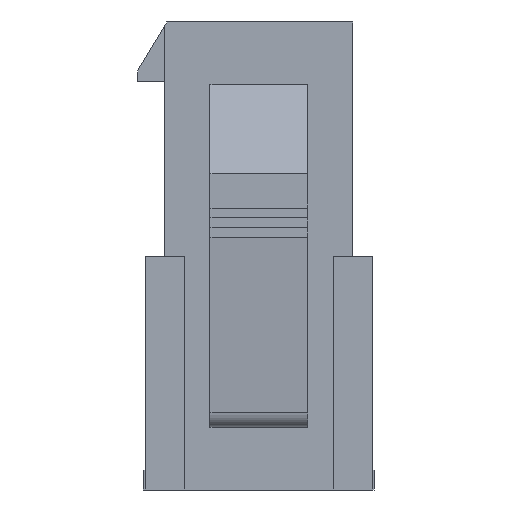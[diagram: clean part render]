
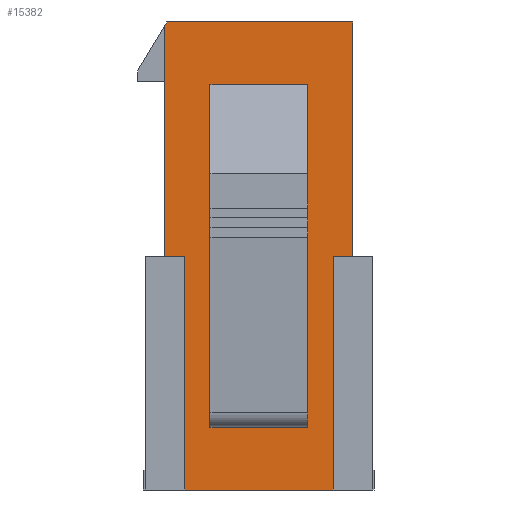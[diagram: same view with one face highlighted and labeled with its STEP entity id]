
A CAD part, left-side view. The second image highlights one B-rep face of the part: STEP entity #15382.
In plain terms, the highlighted planar face has unit normal (-1, 0, 0).
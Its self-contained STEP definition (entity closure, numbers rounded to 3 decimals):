
#863=ORIENTED_EDGE('',*,*,#5410,.F.);
#864=ORIENTED_EDGE('',*,*,#5411,.T.);
#865=ORIENTED_EDGE('',*,*,#5412,.T.);
#866=ORIENTED_EDGE('',*,*,#5413,.F.);
#867=ORIENTED_EDGE('',*,*,#4722,.T.);
#868=ORIENTED_EDGE('',*,*,#5414,.T.);
#869=ORIENTED_EDGE('',*,*,#4733,.T.);
#870=ORIENTED_EDGE('',*,*,#5415,.T.);
#871=ORIENTED_EDGE('',*,*,#5416,.T.);
#872=ORIENTED_EDGE('',*,*,#4806,.T.);
#873=ORIENTED_EDGE('',*,*,#5417,.F.);
#874=ORIENTED_EDGE('',*,*,#5418,.T.);
#875=ORIENTED_EDGE('',*,*,#4611,.T.);
#4611=EDGE_CURVE('',#6891,#6890,#8380,.T.);
#4722=EDGE_CURVE('',#6890,#6998,#8491,.T.);
#4733=EDGE_CURVE('',#7008,#7007,#8502,.T.);
#4806=EDGE_CURVE('',#7079,#7078,#8575,.T.);
#5410=EDGE_CURVE('',#7679,#7680,#9179,.T.);
#5411=EDGE_CURVE('',#7679,#7681,#9180,.T.);
#5412=EDGE_CURVE('',#7681,#7682,#9181,.T.);
#5413=EDGE_CURVE('',#7680,#7682,#9182,.T.);
#5414=EDGE_CURVE('',#6998,#7008,#9183,.F.);
#5415=EDGE_CURVE('',#7007,#7683,#9184,.T.);
#5416=EDGE_CURVE('',#7683,#7079,#9185,.T.);
#5417=EDGE_CURVE('',#7684,#7078,#9186,.T.);
#5418=EDGE_CURVE('',#7684,#6891,#9187,.T.);
#6890=VERTEX_POINT('',#20847);
#6891=VERTEX_POINT('',#20849);
#6998=VERTEX_POINT('',#21067);
#7007=VERTEX_POINT('',#21090);
#7008=VERTEX_POINT('',#21092);
#7078=VERTEX_POINT('',#21239);
#7079=VERTEX_POINT('',#21241);
#7679=VERTEX_POINT('',#22486);
#7680=VERTEX_POINT('',#22487);
#7681=VERTEX_POINT('',#22489);
#7682=VERTEX_POINT('',#22491);
#7683=VERTEX_POINT('',#22495);
#7684=VERTEX_POINT('',#22498);
#8380=LINE('',#20848,#10643);
#8491=LINE('',#21068,#10754);
#8502=LINE('',#21091,#10765);
#8575=LINE('',#21240,#10838);
#9179=LINE('',#22485,#11442);
#9180=LINE('',#22488,#11443);
#9181=LINE('',#22490,#11444);
#9182=LINE('',#22492,#11445);
#9183=LINE('',#22493,#11446);
#9184=LINE('',#22494,#11447);
#9185=LINE('',#22496,#11448);
#9186=LINE('',#22497,#11449);
#9187=LINE('',#22499,#11450);
#10643=VECTOR('',#16959,1000.);
#10754=VECTOR('',#17072,1000.);
#10765=VECTOR('',#17089,1000.);
#10838=VECTOR('',#17172,1000.);
#11442=VECTOR('',#17858,1000.);
#11443=VECTOR('',#17859,1000.);
#11444=VECTOR('',#17860,1000.);
#11445=VECTOR('',#17861,1000.);
#11446=VECTOR('',#17862,1000.);
#11447=VECTOR('',#17863,1000.);
#11448=VECTOR('',#17864,1000.);
#11449=VECTOR('',#17865,1000.);
#11450=VECTOR('',#17866,1000.);
#12980=EDGE_LOOP('',(#863,#864,#865,#866));
#12981=EDGE_LOOP('',(#867,#868,#869,#870,#871,#872,#873,#874,#875));
#13803=FACE_BOUND('',#12980,.T.);
#13804=FACE_BOUND('',#12981,.T.);
#14597=PLANE('',#16190);
#15382=ADVANCED_FACE('',(#13803,#13804),#14597,.T.);
#16190=AXIS2_PLACEMENT_3D('',#22484,#17856,#17857);
#16959=DIRECTION('',(0.,0.,1.));
#17072=DIRECTION('',(0.,1.,0.));
#17089=DIRECTION('',(0.,0.,-1.));
#17172=DIRECTION('',(0.,-1.,0.));
#17856=DIRECTION('',(-1.,0.,0.));
#17857=DIRECTION('',(0.,0.,1.));
#17858=DIRECTION('',(0.,0.,1.));
#17859=DIRECTION('',(0.,1.,0.));
#17860=DIRECTION('',(0.,0.,1.));
#17861=DIRECTION('',(0.,1.,0.));
#17862=DIRECTION('',(0.,-0.514,0.857));
#17863=DIRECTION('',(0.,-1.,0.));
#17864=DIRECTION('',(0.,0.,-1.));
#17865=DIRECTION('',(0.,0.,-1.));
#17866=DIRECTION('',(0.,-1.,0.));
#20847=CARTESIAN_POINT('',(-15.35,-4.8,11.95));
#20848=CARTESIAN_POINT('',(-15.35,-4.8,-11.95));
#20849=CARTESIAN_POINT('',(-15.35,-4.8,-0.05));
#21067=CARTESIAN_POINT('',(-15.35,4.7,11.95));
#21068=CARTESIAN_POINT('',(-15.35,-4.8,11.95));
#21090=CARTESIAN_POINT('',(-15.35,4.8,-0.05));
#21091=CARTESIAN_POINT('',(-15.35,4.8,11.95));
#21092=CARTESIAN_POINT('',(-15.35,4.8,11.783));
#21239=CARTESIAN_POINT('',(-15.35,-3.8,-11.95));
#21240=CARTESIAN_POINT('',(-15.35,4.8,-11.95));
#21241=CARTESIAN_POINT('',(-15.35,3.8,-11.95));
#22484=CARTESIAN_POINT('',(-15.35,0.,0.));
#22485=CARTESIAN_POINT('',(-15.35,-2.5,-8.75));
#22486=CARTESIAN_POINT('',(-15.35,-2.5,-8.75));
#22487=CARTESIAN_POINT('',(-15.35,-2.5,-7.35));
#22488=CARTESIAN_POINT('',(-15.35,-2.5,-8.75));
#22489=CARTESIAN_POINT('',(-15.35,2.5,-8.75));
#22490=CARTESIAN_POINT('',(-15.35,2.5,-8.75));
#22491=CARTESIAN_POINT('',(-15.35,2.5,-7.35));
#22492=CARTESIAN_POINT('',(-15.35,-2.5,-7.35));
#22493=CARTESIAN_POINT('',(-15.35,8.728,5.237));
#22494=CARTESIAN_POINT('',(-15.35,4.8,-0.05));
#22495=CARTESIAN_POINT('',(-15.35,3.8,-0.05));
#22496=CARTESIAN_POINT('',(-15.35,3.8,-0.05));
#22497=CARTESIAN_POINT('',(-15.35,-3.8,-0.05));
#22498=CARTESIAN_POINT('',(-15.35,-3.8,-0.05));
#22499=CARTESIAN_POINT('',(-15.35,-3.8,-0.05));
